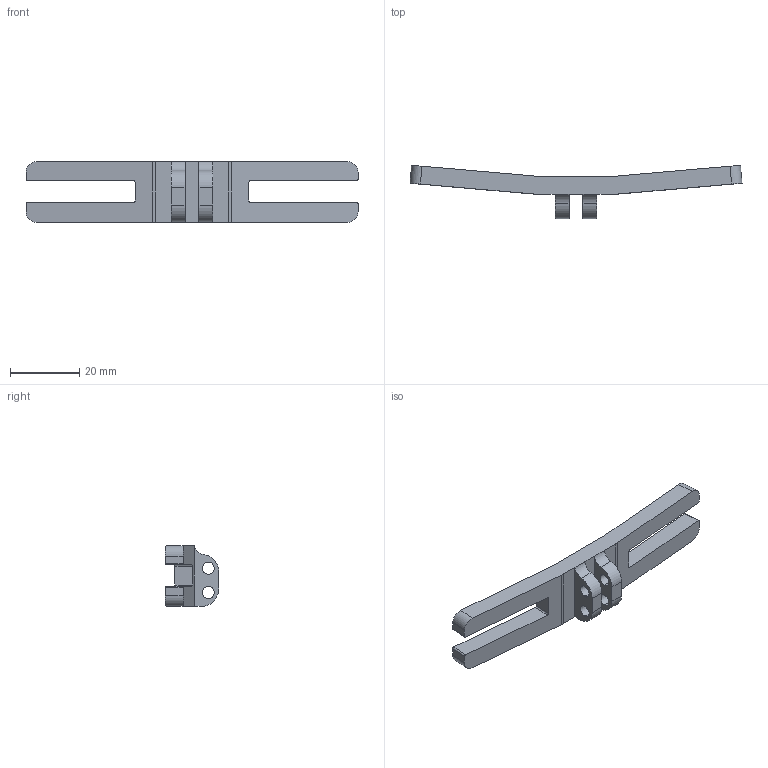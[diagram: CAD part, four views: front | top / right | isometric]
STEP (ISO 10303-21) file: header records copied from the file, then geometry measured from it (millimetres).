
FILE_DESCRIPTION (( 'STEP AP214' ), '1' );
FILE_NAME ('base_horizontal_175.STEP', '2023-12-01T13:32:42', ( '' ), ( '' ), 'SwSTEP 2.0', 'SolidWorks 2022', '' );
FILE_SCHEMA (( 'AUTOMOTIVE_DESIGN' ));
Length unit declared in the file: millimetre
Products named in the file (1): base_horizontal_175
Bounding box: 95.72 x 15.39 x 17.5 mm (x, y, z)
Volume: 7200.3 mm3; surface area: 4882.8 mm2
Topology: 1 solids, 1 shells, 56 faces, 158 edges, 104 vertices
Faces by surface type: cylinder 30, plane 26
Entity records: 1880 total; most frequent: DIRECTION 332, CARTESIAN_POINT 319, ORIENTED_EDGE 316, EDGE_CURVE 158, AXIS2_PLACEMENT_3D 117, VERTEX_POINT 104, VECTOR 98, LINE 98
